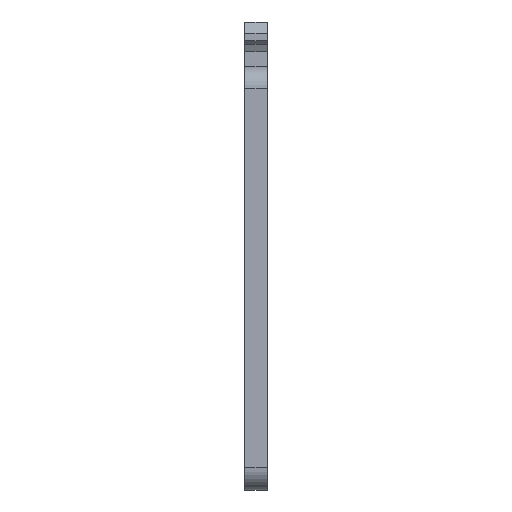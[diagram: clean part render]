
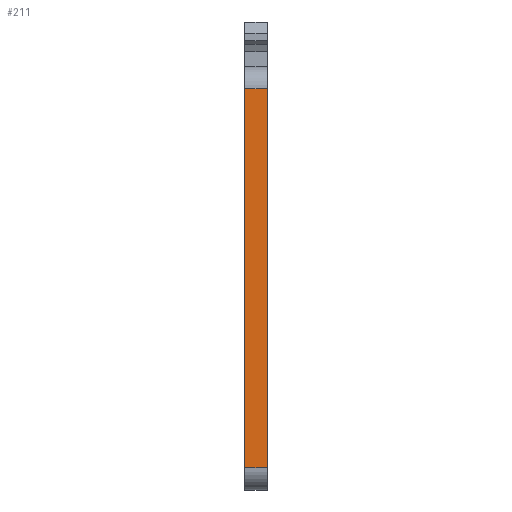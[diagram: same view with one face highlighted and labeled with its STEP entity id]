
A CAD part, front view. The second image highlights one B-rep face of the part: STEP entity #211.
In plain terms, the highlighted planar face has unit normal (0, -1, 0).
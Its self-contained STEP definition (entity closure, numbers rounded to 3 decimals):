
#211 = ADVANCED_FACE ( 'NONE', ( #2009 ), #1435, .T. ) ;
#295 = AXIS2_PLACEMENT_3D ( 'NONE', #1408, #1443, #1449 ) ;
#509 = CARTESIAN_POINT ( 'NONE',  ( -15., -44., 26.5 ) ) ;
#533 = CARTESIAN_POINT ( 'NONE',  ( -15., -44., -24.5 ) ) ;
#538 = CARTESIAN_POINT ( 'NONE',  ( -18., -44., -24.5 ) ) ;
#612 = CARTESIAN_POINT ( 'NONE',  ( -18., -44., 26.5 ) ) ;
#647 = VECTOR ( 'NONE', #2054, 1000. ) ;
#653 = VECTOR ( 'NONE', #2091, 1000. ) ;
#654 = LINE ( 'NONE', #2086, #647 ) ;
#657 = VECTOR ( 'NONE', #2194, 1000. ) ;
#659 = LINE ( 'NONE', #2110, #653 ) ;
#674 = VECTOR ( 'NONE', #2144, 1000. ) ;
#681 = LINE ( 'NONE', #2307, #657 ) ;
#687 = LINE ( 'NONE', #2219, #674 ) ;
#1337 = EDGE_CURVE ( 'NONE', #1965, #1900, #687, .T. ) ;
#1339 = EDGE_CURVE ( 'NONE', #1967, #1965, #681, .T. ) ;
#1340 = EDGE_LOOP ( 'NONE', ( #2185, #2189, #2207, #2209 ) ) ;
#1343 = EDGE_CURVE ( 'NONE', #1946, #1967, #659, .T. ) ;
#1344 = EDGE_CURVE ( 'NONE', #1946, #1900, #654, .T. ) ;
#1408 = CARTESIAN_POINT ( 'NONE',  ( -15., -44., 0. ) ) ;
#1435 = PLANE ( 'NONE',  #295 ) ;
#1443 = DIRECTION ( 'NONE',  ( 0., -1., 0. ) ) ;
#1449 = DIRECTION ( 'NONE',  ( 0., 0., -1. ) ) ;
#1900 = VERTEX_POINT ( 'NONE', #612 ) ;
#1946 = VERTEX_POINT ( 'NONE', #538 ) ;
#1965 = VERTEX_POINT ( 'NONE', #509 ) ;
#1967 = VERTEX_POINT ( 'NONE', #533 ) ;
#2009 = FACE_OUTER_BOUND ( 'NONE', #1340, .T. ) ;
#2054 = DIRECTION ( 'NONE',  ( 0., 0., 1. ) ) ;
#2086 = CARTESIAN_POINT ( 'NONE',  ( -18., -44., 0. ) ) ;
#2091 = DIRECTION ( 'NONE',  ( 1., 0., 0. ) ) ;
#2110 = CARTESIAN_POINT ( 'NONE',  ( -15., -44., -24.5 ) ) ;
#2144 = DIRECTION ( 'NONE',  ( -1., 0., 0. ) ) ;
#2185 = ORIENTED_EDGE ( 'NONE', *, *, #1344, .F. ) ;
#2189 = ORIENTED_EDGE ( 'NONE', *, *, #1343, .T. ) ;
#2194 = DIRECTION ( 'NONE',  ( 0., 0., 1. ) ) ;
#2207 = ORIENTED_EDGE ( 'NONE', *, *, #1339, .T. ) ;
#2209 = ORIENTED_EDGE ( 'NONE', *, *, #1337, .T. ) ;
#2219 = CARTESIAN_POINT ( 'NONE',  ( -18., -44., 26.5 ) ) ;
#2307 = CARTESIAN_POINT ( 'NONE',  ( -15., -44., 0. ) ) ;
